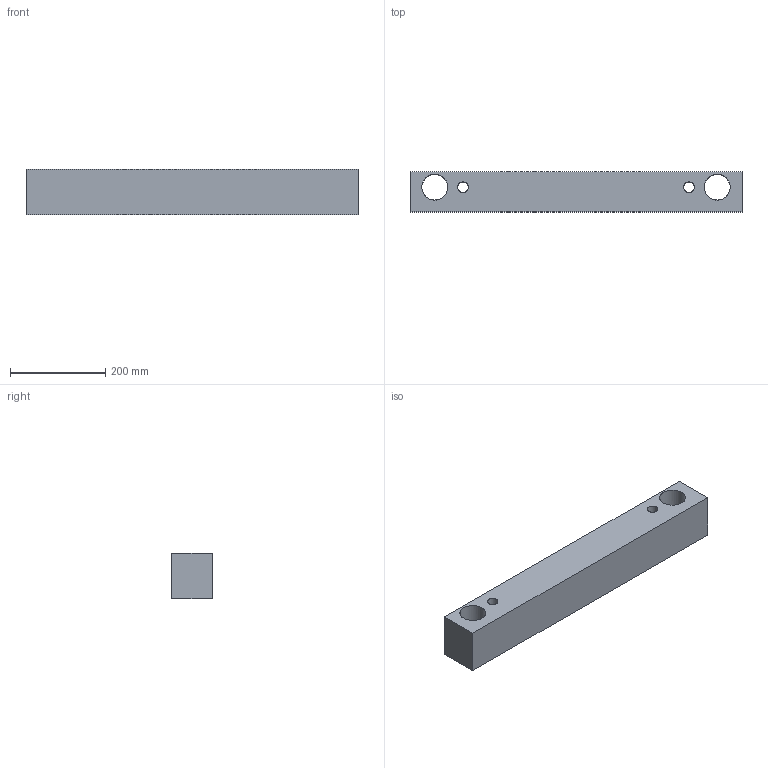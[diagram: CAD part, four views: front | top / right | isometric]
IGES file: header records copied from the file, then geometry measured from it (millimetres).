
Start section: C
Global section: file name: OS_G2_696x696x096_.igs; native system: By Siemens PLM Incorporated; preprocessor: XPlus GENERIC/IGES 16.0.42; author: Author; organization: Title; date: 20201217.133042; units: millimetre
Bounding box: 696 x 84 x 96 mm (x, y, z)
Surface area: 301937.1 mm2 (no closed solid volume)
Topology: 0 solids, 0 shells, 10 faces, 64 edges, 64 vertices
Faces by surface type: bspline 10
